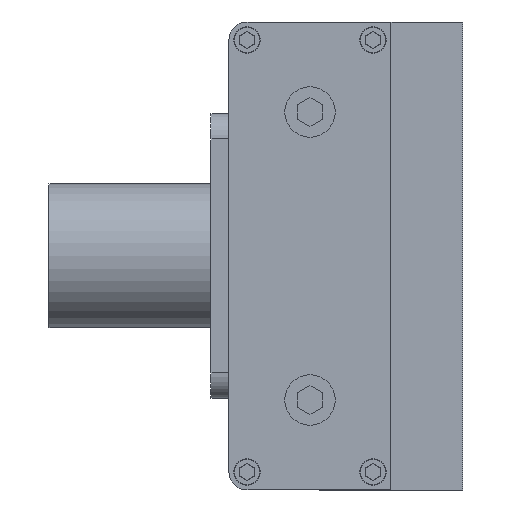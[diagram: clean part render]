
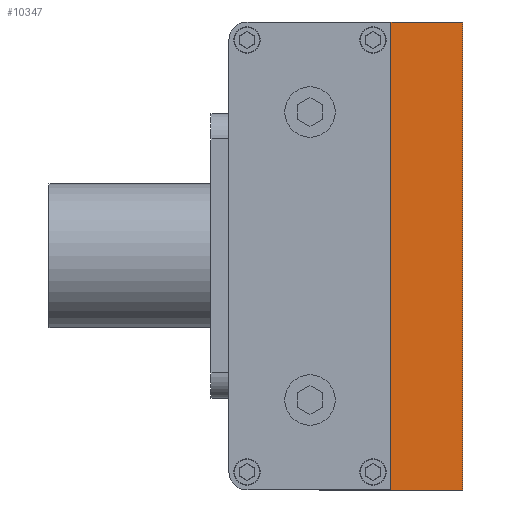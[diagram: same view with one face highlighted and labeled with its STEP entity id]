
A CAD part, left-side view. The second image highlights one B-rep face of the part: STEP entity #10347.
In plain terms, the highlighted planar face has unit normal (-1, 0, 0).
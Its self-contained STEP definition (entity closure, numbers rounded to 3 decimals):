
#340 = VECTOR ( 'NONE', #8871, 1000. ) ;
#602 = CARTESIAN_POINT ( 'NONE',  ( -482., -20., 65. ) ) ;
#778 = CARTESIAN_POINT ( 'NONE',  ( -482., -20., 65. ) ) ;
#901 = EDGE_CURVE ( 'NONE', #6268, #2046, #6070, .T. ) ;
#1204 = AXIS2_PLACEMENT_3D ( 'NONE', #7345, #3733, #7286 ) ;
#1333 = EDGE_CURVE ( 'NONE', #2046, #5578, #1398, .T. ) ;
#1356 = ORIENTED_EDGE ( 'NONE', *, *, #1333, .F. ) ;
#1398 = LINE ( 'NONE', #8780, #3256 ) ;
#2046 = VERTEX_POINT ( 'NONE', #3462 ) ;
#2066 = VECTOR ( 'NONE', #4197, 1000. ) ;
#2377 = LINE ( 'NONE', #602, #2066 ) ;
#2880 = VECTOR ( 'NONE', #3348, 1000. ) ;
#3221 = DIRECTION ( 'NONE',  ( 0., 1., 0. ) ) ;
#3256 = VECTOR ( 'NONE', #3221, 1000. ) ;
#3348 = DIRECTION ( 'NONE',  ( 0., 0., -1. ) ) ;
#3462 = CARTESIAN_POINT ( 'NONE',  ( -482., -20., -65. ) ) ;
#3733 = DIRECTION ( 'NONE',  ( 1., 0., 0. ) ) ;
#4197 = DIRECTION ( 'NONE',  ( 0., 1., 0. ) ) ;
#4288 = EDGE_LOOP ( 'NONE', ( #4708, #1356, #5394, #11132 ) ) ;
#4708 = ORIENTED_EDGE ( 'NONE', *, *, #7460, .T. ) ;
#5394 = ORIENTED_EDGE ( 'NONE', *, *, #901, .F. ) ;
#5578 = VERTEX_POINT ( 'NONE', #10193 ) ;
#6070 = LINE ( 'NONE', #9669, #2880 ) ;
#6268 = VERTEX_POINT ( 'NONE', #778 ) ;
#7165 = LINE ( 'NONE', #7989, #340 ) ;
#7286 = DIRECTION ( 'NONE',  ( 0., 0., -1. ) ) ;
#7307 = EDGE_CURVE ( 'NONE', #6268, #8976, #2377, .T. ) ;
#7345 = CARTESIAN_POINT ( 'NONE',  ( -482., -20., 65. ) ) ;
#7460 = EDGE_CURVE ( 'NONE', #8976, #5578, #7165, .T. ) ;
#7989 = CARTESIAN_POINT ( 'NONE',  ( -482., 0., 65. ) ) ;
#8168 = PLANE ( 'NONE',  #1204 ) ;
#8780 = CARTESIAN_POINT ( 'NONE',  ( -482., -20., -65. ) ) ;
#8871 = DIRECTION ( 'NONE',  ( 0., 0., -1. ) ) ;
#8976 = VERTEX_POINT ( 'NONE', #11468 ) ;
#8991 = FACE_OUTER_BOUND ( 'NONE', #4288, .T. ) ;
#9669 = CARTESIAN_POINT ( 'NONE',  ( -482., -20., 65. ) ) ;
#10193 = CARTESIAN_POINT ( 'NONE',  ( -482., 0., -65. ) ) ;
#10347 = ADVANCED_FACE ( 'NONE', ( #8991 ), #8168, .F. ) ;
#11132 = ORIENTED_EDGE ( 'NONE', *, *, #7307, .T. ) ;
#11468 = CARTESIAN_POINT ( 'NONE',  ( -482., 0., 65. ) ) ;
